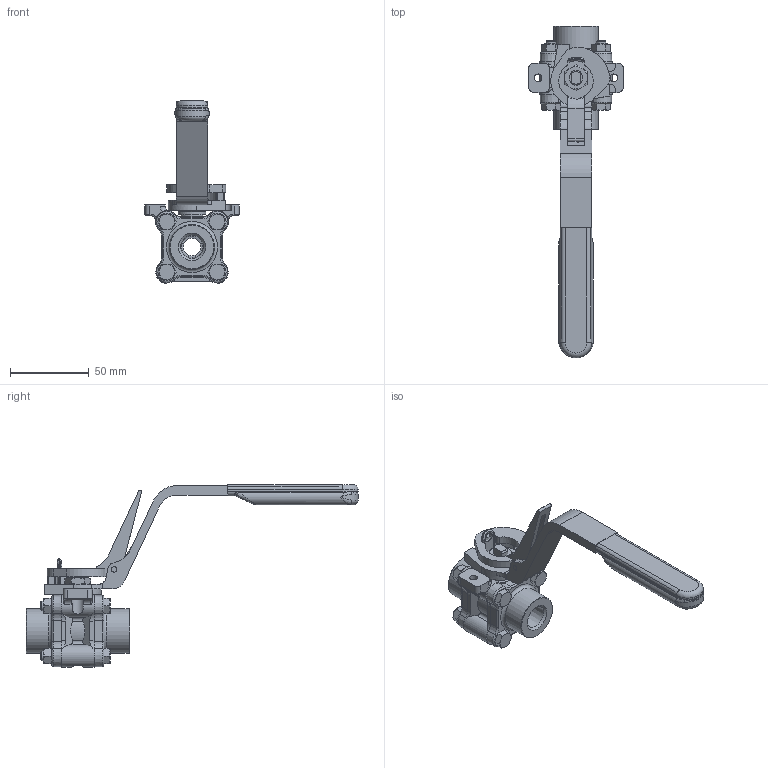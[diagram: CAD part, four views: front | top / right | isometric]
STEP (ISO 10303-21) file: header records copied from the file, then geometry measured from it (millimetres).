
FILE_DESCRIPTION((''),'2;1');
FILE_NAME('03-A44-6666TTSETSET.stp','2014-12-17T15:15:47',('10146786'),(''),'Autodesk Inventor 2012','Autodesk Inventor 2012','');
FILE_SCHEMA(('AUTOMOTIVE_DESIGN { 1 0 10303 214 1 1 1 1 }'));
Products named in the file (14): 03-A44-6666TTSETSET; GA-B04405-16254-A-1; GA-A44-05-STEM-BUILD-A-1; GA-B00005-06002-A-1; GA-B00005-52001-A-1; M06-8-040-110-A-1; M06-8-000-360-A-1; B04403-08101; A22811; B04405-01065; B04405-01069; B00005-42007; Locating Pin; B00005-34000
Assembly tree (21 placements, depth 3):
  03-A44-6666TTSETSET
    GA-B04405-16254-A-1
    GA-A44-05-STEM-BUILD-A-1
    GA-B00005-06002-A-1  x2
    GA-B00005-52001-A-1
    M06-8-040-110-A-1  x4
    M06-8-000-360-A-1  x4
    B04403-08101  x2
    A22811
      B04405-01065
      B04405-01069
      B00005-42007
      Locating Pin
    B00005-34000
Bounding box: 59.65 x 210.29 x 115.57 mm (x, y, z)
Volume: 117973.3 mm3; surface area: 58989.4 mm2
Topology: 20 solids, 20 shells, 651 faces, 1602 edges, 999 vertices
Faces by surface type: plane 258, cylinder 173, cone 143, torus 46, bspline 27, sphere 4
Full cylindrical faces by diameter (mm): 0.8 x2, 3.5 x3, 3.7 x2, 4.917 x6, 6 x5, 6.8 x4, 8.382 x2, 9.406 x1, 11.125 x1, 11.15 x2, 14.095 x1, 17.45 x1, 20 x1, 28.35 x2
Entity records: 16051 total; most frequent: CARTESIAN_POINT 4430, DIRECTION 2389, ORIENTED_EDGE 2310, EDGE_CURVE 1155, AXIS2_PLACEMENT_3D 913, VERTEX_POINT 753, VECTOR 563, LINE 563
